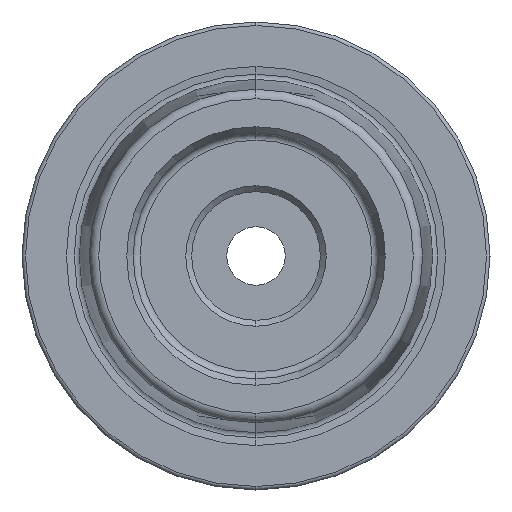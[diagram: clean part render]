
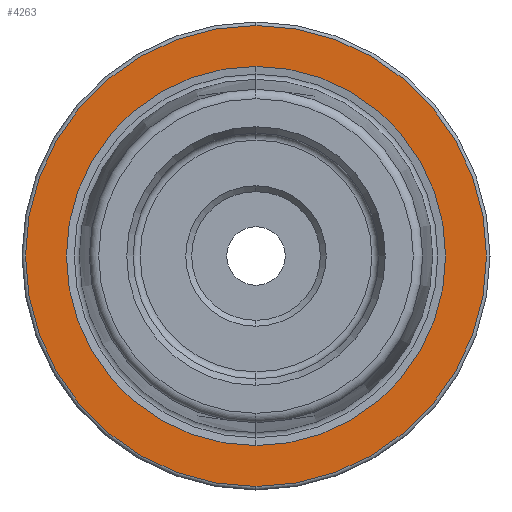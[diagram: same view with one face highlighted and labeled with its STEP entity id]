
A CAD part, left-side view. The second image highlights one B-rep face of the part: STEP entity #4263.
In plain terms, the highlighted planar face has unit normal (-1, 0, 0).
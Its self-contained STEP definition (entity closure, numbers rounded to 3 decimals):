
#73 = CIRCLE ( 'NONE', #1116, 19.7 ) ;
#278 = DIRECTION ( 'NONE',  ( 0., 0., 1. ) ) ;
#281 = DIRECTION ( 'NONE',  ( -1., 0., 0. ) ) ;
#283 = CARTESIAN_POINT ( 'NONE',  ( 0., 0., 0. ) ) ;
#299 = AXIS2_PLACEMENT_3D ( 'NONE', #1323, #1342, #1315 ) ;
#359 = CARTESIAN_POINT ( 'NONE',  ( 0., 0., 19.7 ) ) ;
#484 = CARTESIAN_POINT ( 'NONE',  ( 0., 0., -19.7 ) ) ;
#678 = EDGE_CURVE ( 'NONE', #2382, #2339, #3717, .T. ) ;
#690 = EDGE_CURVE ( 'NONE', #805, #1593, #3991, .T. ) ;
#805 = VERTEX_POINT ( 'NONE', #484 ) ;
#983 = DIRECTION ( 'NONE',  ( 0., 0., 1. ) ) ;
#984 = DIRECTION ( 'NONE',  ( -1., 0., 0. ) ) ;
#985 = CARTESIAN_POINT ( 'NONE',  ( 0., 0., 0. ) ) ;
#1031 = AXIS2_PLACEMENT_3D ( 'NONE', #283, #281, #278 ) ;
#1116 = AXIS2_PLACEMENT_3D ( 'NONE', #985, #984, #983 ) ;
#1131 = AXIS2_PLACEMENT_3D ( 'NONE', #1403, #1402, #1401 ) ;
#1315 = DIRECTION ( 'NONE',  ( 0., 0., 1. ) ) ;
#1323 = CARTESIAN_POINT ( 'NONE',  ( 0., 0., 0. ) ) ;
#1342 = DIRECTION ( 'NONE',  ( -1., 0., 0. ) ) ;
#1401 = DIRECTION ( 'NONE',  ( 0., 0., 1. ) ) ;
#1402 = DIRECTION ( 'NONE',  ( -1., 0., 0. ) ) ;
#1403 = CARTESIAN_POINT ( 'NONE',  ( 0., 0., 0. ) ) ;
#1593 = VERTEX_POINT ( 'NONE', #359 ) ;
#1828 = EDGE_LOOP ( 'NONE', ( #4195, #4194 ) ) ;
#2304 = AXIS2_PLACEMENT_3D ( 'NONE', #2617, #2616, #2621 ) ;
#2339 = VERTEX_POINT ( 'NONE', #3251 ) ;
#2382 = VERTEX_POINT ( 'NONE', #3193 ) ;
#2616 = DIRECTION ( 'NONE',  ( 1., 0., 0. ) ) ;
#2617 = CARTESIAN_POINT ( 'NONE',  ( 0., 19.7, 0. ) ) ;
#2619 = PLANE ( 'NONE',  #2304 ) ;
#2621 = DIRECTION ( 'NONE',  ( 0., 0., -1. ) ) ;
#3029 = EDGE_LOOP ( 'NONE', ( #4197, #4196 ) ) ;
#3092 = EDGE_CURVE ( 'NONE', #1593, #805, #73, .T. ) ;
#3171 = EDGE_CURVE ( 'NONE', #2339, #2382, #3916, .T. ) ;
#3193 = CARTESIAN_POINT ( 'NONE',  ( 0., 0., 16.207 ) ) ;
#3251 = CARTESIAN_POINT ( 'NONE',  ( 0., 0., -16.207 ) ) ;
#3717 = CIRCLE ( 'NONE', #299, 16.207 ) ;
#3753 = FACE_OUTER_BOUND ( 'NONE', #1828, .T. ) ;
#3754 = FACE_BOUND ( 'NONE', #3029, .T. ) ;
#3916 = CIRCLE ( 'NONE', #1031, 16.207 ) ;
#3991 = CIRCLE ( 'NONE', #1131, 19.7 ) ;
#4194 = ORIENTED_EDGE ( 'NONE', *, *, #690, .T. ) ;
#4195 = ORIENTED_EDGE ( 'NONE', *, *, #3092, .T. ) ;
#4196 = ORIENTED_EDGE ( 'NONE', *, *, #3171, .F. ) ;
#4197 = ORIENTED_EDGE ( 'NONE', *, *, #678, .F. ) ;
#4263 = ADVANCED_FACE ( 'NONE', ( #3754, #3753 ), #2619, .F. ) ;
